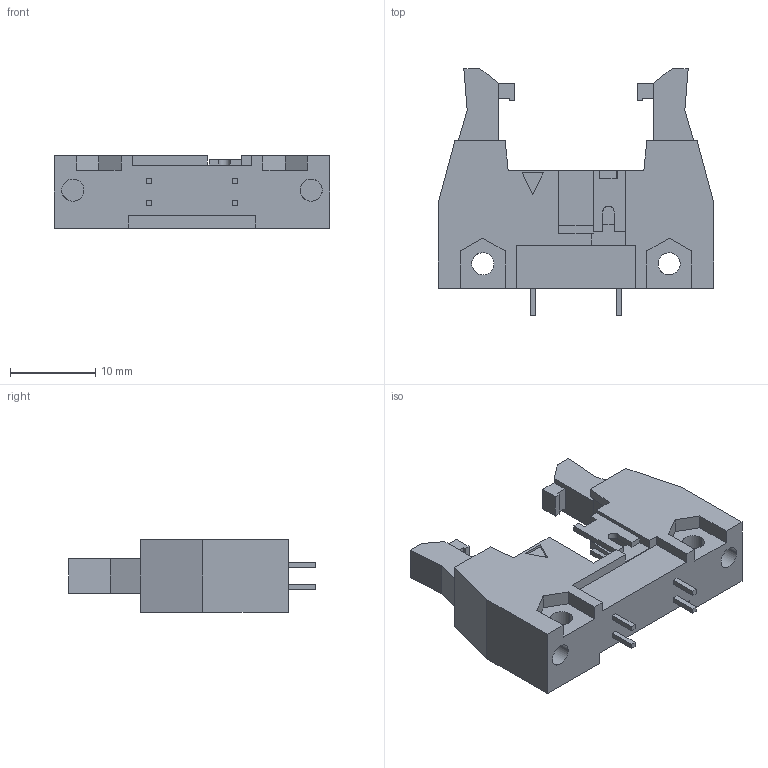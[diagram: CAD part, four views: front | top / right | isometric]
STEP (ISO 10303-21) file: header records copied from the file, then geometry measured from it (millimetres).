
FILE_DESCRIPTION(('STEP AP242'),'1');
FILE_NAME('09185105909.stp','2020-02-05T14:42:05',('TraceParts'),('TraceParts S.A.'),'Spatial InterOp 3D',' ',' ');
FILE_SCHEMA(('AP242_MANAGED_MODEL_BASED_3D_ENGINEERING_MIM_LF {1 0 10303 442 1 1 4}'));
Length unit declared in the file: millimetre
Products named in the file (1): 09185105909
Bounding box: 32.3 x 28.95 x 8.5 mm (x, y, z)
Volume: 3225.7 mm3; surface area: 2741.2 mm2
Topology: 1 solids, 1 shells, 140 faces, 375 edges, 248 vertices
Faces by surface type: bspline 140
Entity records: 5645 total; most frequent: CARTESIAN_POINT 1699, ORIENTED_EDGE 750, EDGE_CURVE 375, B_SPLINE_CURVE_WITH_KNOTS 353, VERTEX_POINT 248, PRESENTATION_STYLE_ASSIGNMENT 246, COLOUR_RGB 246, STYLED_ITEM 205
